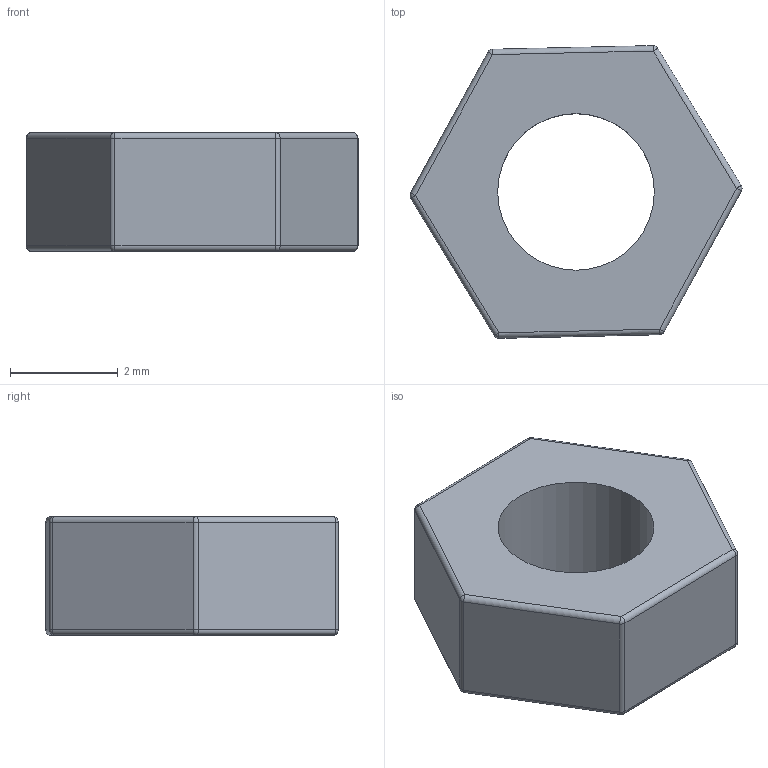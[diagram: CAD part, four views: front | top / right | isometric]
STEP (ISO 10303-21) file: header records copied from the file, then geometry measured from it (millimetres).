
FILE_DESCRIPTION(/* description */ (''),/* implementation_level */ '2;1');
FILE_NAME(/* name */ 'Nut.ipt.step',/* time_stamp */ '2018-09-24T13:20:33-04:00',/* author */ ('EEPROM'),/* organization */ (''),/* preprocessor_version */ 'ST-DEVELOPER v17.2',/* originating_system */ 'Autodesk Inventor 2019',/* authorisation */ '');
FILE_SCHEMA (('AUTOMOTIVE_DESIGN { 1 0 10303 214 3 1 1 }'));
Length unit declared in the file: millimetre
Products named in the file (1): Nut
Bounding box: 6.15 x 5.42 x 2.2 mm (x, y, z)
Volume: 40 mm3; surface area: 95.5 mm2
Topology: 1 solids, 1 shells, 39 faces, 75 edges, 38 vertices
Faces by surface type: cylinder 19, sphere 12, plane 8
Full cylindrical faces by diameter (mm): 2.9 x1
Entity records: 1004 total; most frequent: DIRECTION 193, CARTESIAN_POINT 153, ORIENTED_EDGE 150, AXIS2_PLACEMENT_3D 78, EDGE_CURVE 75, EDGE_LOOP 41, FACE_OUTER_BOUND 39, ADVANCED_FACE 39
